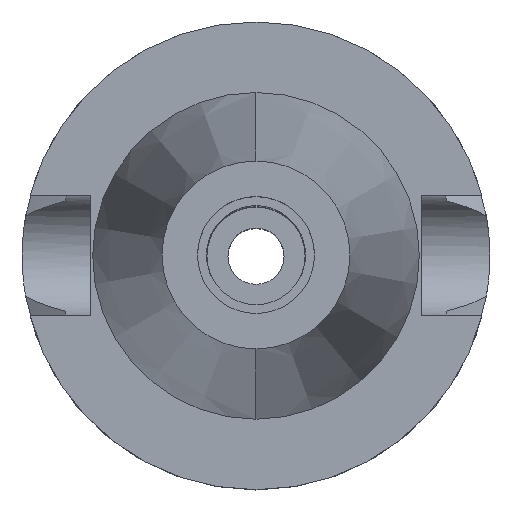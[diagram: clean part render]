
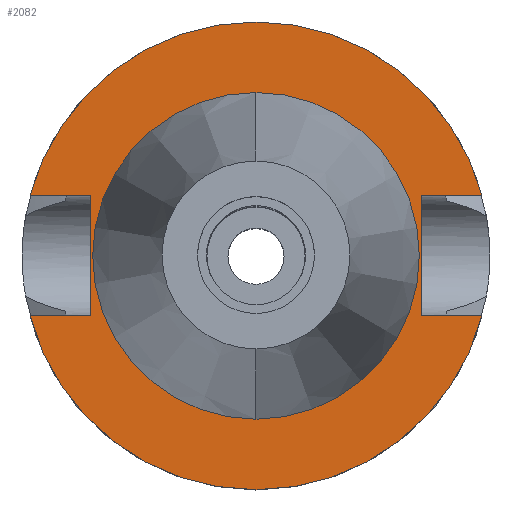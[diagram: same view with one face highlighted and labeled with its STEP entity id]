
A CAD part, top view. The second image highlights one B-rep face of the part: STEP entity #2082.
In plain terms, the highlighted planar face has unit normal (0, 0, 1).
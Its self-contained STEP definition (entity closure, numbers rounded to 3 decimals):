
#782=DIRECTION('',(1.,0.,0.));
#783=VECTOR('',#782,12.921);
#784=CARTESIAN_POINT('',(35.4,12.85,-1.5));
#785=LINE('',#784,#783);
#829=DIRECTION('',(0.,1.,0.));
#830=VECTOR('',#829,25.7);
#831=CARTESIAN_POINT('',(-35.4,-12.85,-1.5));
#832=LINE('',#831,#830);
#836=DIRECTION('',(-1.,0.,0.));
#837=VECTOR('',#836,12.921);
#838=CARTESIAN_POINT('',(-35.4,12.85,-1.5));
#839=LINE('',#838,#837);
#843=CARTESIAN_POINT('',(0.,0.,-1.5));
#844=DIRECTION('',(0.,0.,-1.));
#845=DIRECTION('',(-0.966,0.257,0.));
#846=AXIS2_PLACEMENT_3D('',#843,#844,#845);
#851=CARTESIAN_POINT('',(0.,0.,-1.5));
#852=DIRECTION('',(0.,0.,-1.));
#853=DIRECTION('',(0.,1.,0.));
#854=AXIS2_PLACEMENT_3D('',#851,#852,#853);
#859=DIRECTION('',(0.,-1.,0.));
#860=VECTOR('',#859,25.7);
#861=CARTESIAN_POINT('',(35.4,12.85,-1.5));
#862=LINE('',#861,#860);
#866=DIRECTION('',(1.,0.,0.));
#867=VECTOR('',#866,12.921);
#868=CARTESIAN_POINT('',(35.4,-12.85,-1.5));
#869=LINE('',#868,#867);
#873=CARTESIAN_POINT('',(0.,0.,-1.5));
#874=DIRECTION('',(0.,0.,-1.));
#875=DIRECTION('',(0.966,-0.257,0.));
#876=AXIS2_PLACEMENT_3D('',#873,#874,#875);
#881=CARTESIAN_POINT('',(0.,0.,-1.5));
#882=DIRECTION('',(0.,0.,-1.));
#883=DIRECTION('',(0.,-1.,0.));
#884=AXIS2_PLACEMENT_3D('',#881,#882,#883);
#889=CARTESIAN_POINT('',(0.,0.,-1.5));
#890=DIRECTION('',(0.,0.,1.));
#891=DIRECTION('',(0.,-1.,0.));
#892=AXIS2_PLACEMENT_3D('',#889,#890,#891);
#897=CARTESIAN_POINT('',(0.,0.,-1.5));
#898=DIRECTION('',(0.,0.,1.));
#899=DIRECTION('',(0.,1.,0.));
#900=AXIS2_PLACEMENT_3D('',#897,#898,#899);
#935=DIRECTION('',(-1.,0.,0.));
#936=VECTOR('',#935,12.921);
#937=CARTESIAN_POINT('',(-35.4,-12.85,-1.5));
#938=LINE('',#937,#936);
#1313=CARTESIAN_POINT('',(-35.4,-12.85,-1.5));
#1314=VERTEX_POINT('',#1313);
#1315=CARTESIAN_POINT('',(-48.321,-12.85,-1.5));
#1316=VERTEX_POINT('',#1315);
#1319=CARTESIAN_POINT('',(-35.4,12.85,-1.5));
#1320=VERTEX_POINT('',#1319);
#1321=CARTESIAN_POINT('',(-48.321,12.85,-1.5));
#1322=VERTEX_POINT('',#1321);
#1323=CARTESIAN_POINT('',(0.,50.,-1.5));
#1324=CARTESIAN_POINT('',(48.321,12.85,-1.5));
#1325=VERTEX_POINT('',#1323);
#1326=VERTEX_POINT('',#1324);
#1327=CARTESIAN_POINT('',(35.4,12.85,-1.5));
#1328=VERTEX_POINT('',#1327);
#1329=CARTESIAN_POINT('',(35.4,-12.85,-1.5));
#1330=VERTEX_POINT('',#1329);
#1331=CARTESIAN_POINT('',(48.321,-12.85,-1.5));
#1332=VERTEX_POINT('',#1331);
#1333=CARTESIAN_POINT('',(0.,-50.,-1.5));
#1334=VERTEX_POINT('',#1333);
#1335=CARTESIAN_POINT('',(0.,-34.925,-1.5));
#1336=CARTESIAN_POINT('',(0.,34.925,-1.5));
#1337=VERTEX_POINT('',#1335);
#1338=VERTEX_POINT('',#1336);
#2051=CARTESIAN_POINT('',(0.,0.,-1.5));
#2052=DIRECTION('',(0.,0.,-1.));
#2053=DIRECTION('',(0.,-1.,0.));
#2054=AXIS2_PLACEMENT_3D('',#2051,#2052,#2053);
#2055=PLANE('',#2054);
#2057=ORIENTED_EDGE('',*,*,#2056,.T.);
#2059=ORIENTED_EDGE('',*,*,#2058,.T.);
#2061=ORIENTED_EDGE('',*,*,#2060,.T.);
#2063=ORIENTED_EDGE('',*,*,#2062,.T.);
#2064=ORIENTED_EDGE('',*,*,#2027,.F.);
#2065=ORIENTED_EDGE('',*,*,#2041,.T.);
#2067=ORIENTED_EDGE('',*,*,#2066,.T.);
#2069=ORIENTED_EDGE('',*,*,#2068,.T.);
#2071=ORIENTED_EDGE('',*,*,#2070,.T.);
#2073=ORIENTED_EDGE('',*,*,#2072,.F.);
#2074=EDGE_LOOP('',(#2057,#2059,#2061,#2063,#2064,#2065,#2067,#2069,#2071,
#2073));
#2075=FACE_OUTER_BOUND('',#2074,.F.);
#2077=ORIENTED_EDGE('',*,*,#2076,.T.);
#2079=ORIENTED_EDGE('',*,*,#2078,.T.);
#2080=EDGE_LOOP('',(#2077,#2079));
#2081=FACE_BOUND('',#2080,.F.);
#847=CIRCLE('',#846,50.);
#855=CIRCLE('',#854,50.);
#877=CIRCLE('',#876,50.);
#885=CIRCLE('',#884,50.);
#893=CIRCLE('',#892,34.925);
#901=CIRCLE('',#900,34.925);
#2027=EDGE_CURVE('',#1328,#1326,#785,.T.);
#2041=EDGE_CURVE('',#1328,#1330,#862,.T.);
#2056=EDGE_CURVE('',#1314,#1320,#832,.T.);
#2058=EDGE_CURVE('',#1320,#1322,#839,.T.);
#2060=EDGE_CURVE('',#1322,#1325,#847,.T.);
#2062=EDGE_CURVE('',#1325,#1326,#855,.T.);
#2066=EDGE_CURVE('',#1330,#1332,#869,.T.);
#2068=EDGE_CURVE('',#1332,#1334,#877,.T.);
#2070=EDGE_CURVE('',#1334,#1316,#885,.T.);
#2072=EDGE_CURVE('',#1314,#1316,#938,.T.);
#2076=EDGE_CURVE('',#1337,#1338,#893,.T.);
#2078=EDGE_CURVE('',#1338,#1337,#901,.T.);
#2082=ADVANCED_FACE('',(#2075,#2081),#2055,.F.);
